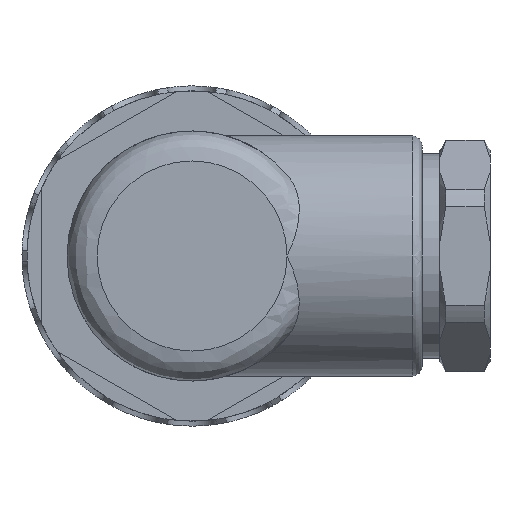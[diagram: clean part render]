
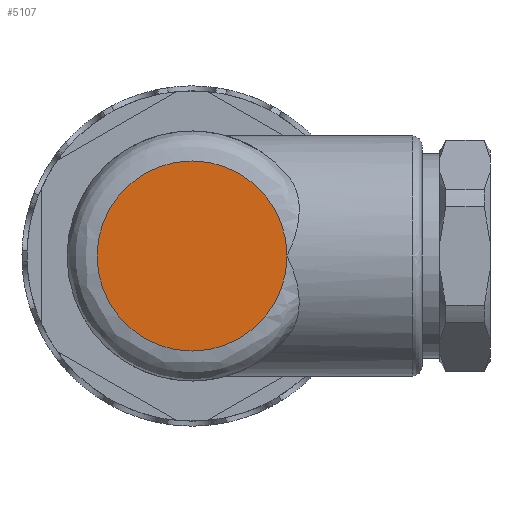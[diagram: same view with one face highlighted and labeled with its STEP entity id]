
A CAD part, front view. The second image highlights one B-rep face of the part: STEP entity #5107.
In plain terms, the highlighted planar face has unit normal (0, -1, 0).
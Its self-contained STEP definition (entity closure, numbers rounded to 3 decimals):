
#2236=PLANE('',#11968);
#3274=FACE_OUTER_BOUND('',#5879,.T.);
#5107=ADVANCED_FACE('',(#3274),#2236,.T.);
#5879=EDGE_LOOP('',(#6703,#6704));
#6703=ORIENTED_EDGE('',*,*,#10357,.T.);
#6704=ORIENTED_EDGE('',*,*,#10358,.T.);
#9372=VERTEX_POINT('',#15162);
#9375=VERTEX_POINT('',#15215);
#10357=EDGE_CURVE('',#9375,#9372,#11699,.T.);
#10358=EDGE_CURVE('',#9372,#9375,#11700,.T.);
#11699=CIRCLE('',#11966,9.5);
#11700=CIRCLE('',#11967,9.5);
#11966=AXIS2_PLACEMENT_3D('',#15214,#12844,#12845);
#11967=AXIS2_PLACEMENT_3D('',#15216,#12846,#12847);
#11968=AXIS2_PLACEMENT_3D('',#15252,#12848,#12849);
#12844=DIRECTION('',(0.,-1.,0.));
#12845=DIRECTION('',(-1.,0.,0.));
#12846=DIRECTION('',(0.,-1.,0.));
#12847=DIRECTION('',(1.,0.,0.));
#12848=DIRECTION('',(0.,-1.,0.));
#12849=DIRECTION('',(-1.,0.,0.));
#15162=CARTESIAN_POINT('',(4.771,-70.382,0.232));
#15214=CARTESIAN_POINT('',(-4.729,-70.382,0.232));
#15215=CARTESIAN_POINT('',(-14.229,-70.382,0.232));
#15216=CARTESIAN_POINT('',(-4.729,-70.382,0.232));
#15252=CARTESIAN_POINT('',(5.196,-70.382,13.982));
